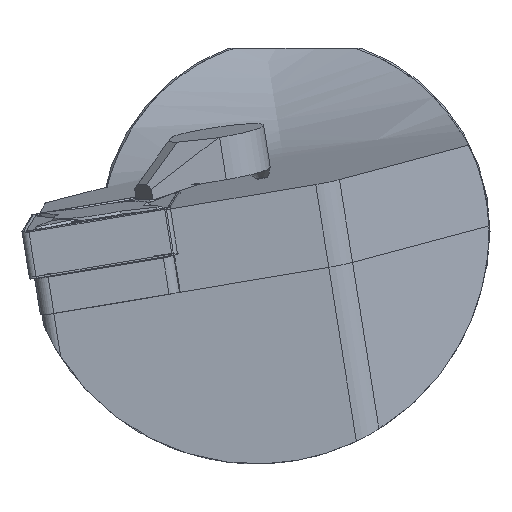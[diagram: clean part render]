
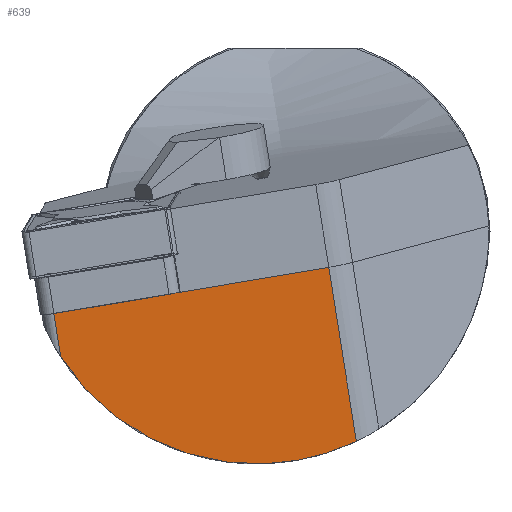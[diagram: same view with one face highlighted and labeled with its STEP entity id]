
A CAD part, left-side view. The second image highlights one B-rep face of the part: STEP entity #639.
In plain terms, the highlighted planar face has unit normal (-0.991, -0.102, -0.089).
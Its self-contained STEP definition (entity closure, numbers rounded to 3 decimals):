
#553=ELLIPSE('',#2591,30.077,29.8);
#639=ADVANCED_FACE('',(#824),#744,.F.);
#744=PLANE('',#2617);
#824=FACE_OUTER_BOUND('',#939,.T.);
#939=EDGE_LOOP('',(#1510,#1511,#1512,#1513,#1514,#1515));
#1048=LINE('',#3383,#1226);
#1062=LINE('',#3894,#1240);
#1063=LINE('',#3896,#1241);
#1064=LINE('',#3899,#1242);
#1065=LINE('',#3900,#1243);
#1226=VECTOR('',#2796,1.);
#1240=VECTOR('',#2878,1.);
#1241=VECTOR('',#2881,1.);
#1242=VECTOR('',#2882,1.);
#1243=VECTOR('',#2883,1.);
#1510=ORIENTED_EDGE('',*,*,#2266,.T.);
#1511=ORIENTED_EDGE('',*,*,#2267,.F.);
#1512=ORIENTED_EDGE('',*,*,#2225,.T.);
#1513=ORIENTED_EDGE('',*,*,#2265,.T.);
#1514=ORIENTED_EDGE('',*,*,#2208,.T.);
#1515=ORIENTED_EDGE('',*,*,#2268,.T.);
#2007=VERTEX_POINT('',#3373);
#2010=VERTEX_POINT('',#3384);
#2022=VERTEX_POINT('',#3442);
#2023=VERTEX_POINT('',#3444);
#2048=VERTEX_POINT('',#3897);
#2049=VERTEX_POINT('',#3898);
#2208=EDGE_CURVE('',#2007,#2010,#1048,.T.);
#2225=EDGE_CURVE('',#2023,#2022,#553,.T.);
#2265=EDGE_CURVE('',#2022,#2007,#1062,.T.);
#2266=EDGE_CURVE('',#2048,#2049,#1063,.T.);
#2267=EDGE_CURVE('',#2023,#2049,#1064,.T.);
#2268=EDGE_CURVE('',#2010,#2048,#1065,.T.);
#2591=AXIS2_PLACEMENT_3D('',#3443,#2820,#2821);
#2617=AXIS2_PLACEMENT_3D('',#3901,#2884,#2885);
#2796=DIRECTION('',(-0.086,0.983,-0.165));
#2820=DIRECTION('',(-0.991,-0.102,-0.089));
#2821=DIRECTION('',(-0.135,0.744,0.654));
#2878=DIRECTION('',(-0.105,0.156,0.982));
#2881=DIRECTION('',(-0.086,0.983,-0.165));
#2882=DIRECTION('',(-0.105,0.156,0.982));
#2883=DIRECTION('',(-0.086,0.983,-0.165));
#2884=DIRECTION('',(0.991,0.102,0.089));
#2885=DIRECTION('',(0.102,-0.995,0.));
#3373=CARTESIAN_POINT('',(-254.08,-32.076,-4.854));
#3383=CARTESIAN_POINT('',(-254.08,-32.076,-4.854));
#3384=CARTESIAN_POINT('',(-255.755,-12.934,-8.064));
#3442=CARTESIAN_POINT('',(-251.707,-35.608,-27.159));
#3443=CARTESIAN_POINT('',(-255.447,-22.791,-0.256));
#3444=CARTESIAN_POINT('',(-256.574,2.306,-16.325));
#3894=CARTESIAN_POINT('',(-312.998,55.617,548.814));
#3896=CARTESIAN_POINT('',(-254.08,-32.076,-4.854));
#3897=CARTESIAN_POINT('',(-255.807,-12.342,-8.163));
#3898=CARTESIAN_POINT('',(-257.166,3.186,-10.767));
#3899=CARTESIAN_POINT('',(-316.084,90.878,542.901));
#3900=CARTESIAN_POINT('',(-254.08,-32.076,-4.854));
#3901=CARTESIAN_POINT('',(-312.998,55.617,548.814));
